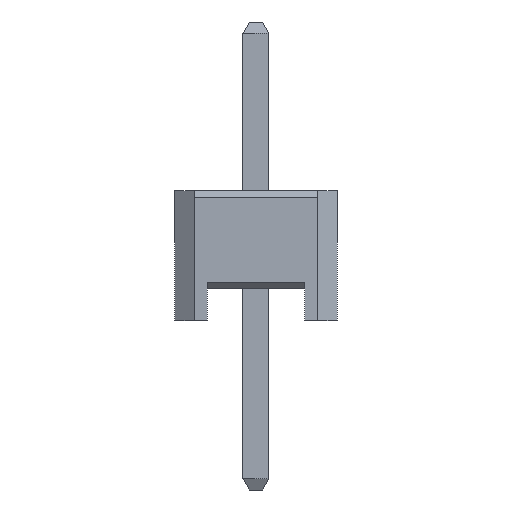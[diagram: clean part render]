
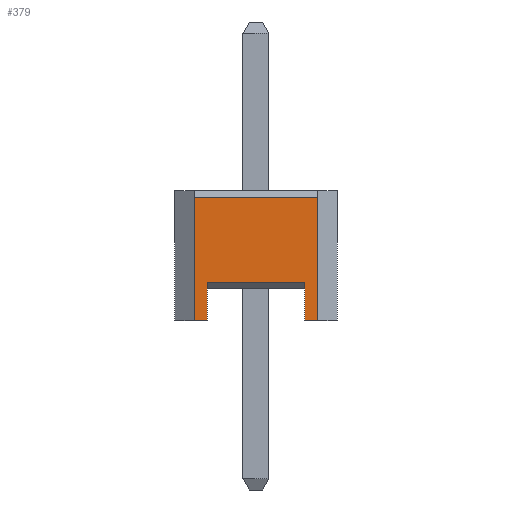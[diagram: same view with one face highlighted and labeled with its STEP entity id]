
A CAD part, left-side view. The second image highlights one B-rep face of the part: STEP entity #379.
In plain terms, the highlighted planar face has unit normal (-1, 0, 0).
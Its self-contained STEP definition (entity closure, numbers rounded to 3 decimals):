
#379=ADVANCED_FACE('',(#1905),#1907,.T.);
#1905=FACE_BOUND('',#1906,.T.);
#1906=EDGE_LOOP('',(#3131,#3132,#3133,#3134,#3135,#3136,#3137,#3138));
#1907=PLANE('',#1908);
#1908=AXIS2_PLACEMENT_3D('',#1909,#1910,#1911);
#1909=CARTESIAN_POINT('',(-0.635,0.95,0.));
#1910=DIRECTION('',(-1.,0.,0.));
#1911=DIRECTION('',(0.,-1.,0.));
#3131=ORIENTED_EDGE('',*,*,#3895,.T.);
#3132=ORIENTED_EDGE('',*,*,#3896,.F.);
#3133=ORIENTED_EDGE('',*,*,#3804,.T.);
#3134=ORIENTED_EDGE('',*,*,#3878,.T.);
#3135=ORIENTED_EDGE('',*,*,#3897,.T.);
#3136=ORIENTED_EDGE('',*,*,#3898,.T.);
#3137=ORIENTED_EDGE('',*,*,#3854,.T.);
#3138=ORIENTED_EDGE('',*,*,#3899,.T.);
#3804=EDGE_CURVE('',#4251,#4249,#4252,.T.);
#3854=EDGE_CURVE('',#4345,#4343,#4346,.T.);
#3878=EDGE_CURVE('',#4249,#4380,#4382,.F.);
#3895=EDGE_CURVE('',#4414,#4415,#4416,.F.);
#3896=EDGE_CURVE('',#4251,#4415,#4417,.T.);
#3897=EDGE_CURVE('',#4380,#4418,#4419,.F.);
#3898=EDGE_CURVE('',#4418,#4345,#4420,.T.);
#3899=EDGE_CURVE('',#4343,#4414,#4421,.T.);
#4249=VERTEX_POINT('',#4997);
#4251=VERTEX_POINT('',#5001);
#4252=LINE('',#5002,#5003);
#4343=VERTEX_POINT('',#5191);
#4345=VERTEX_POINT('',#5195);
#4346=LINE('',#5196,#5197);
#4380=VERTEX_POINT('',#5276);
#4382=LINE('',#5280,#5281);
#4414=VERTEX_POINT('',#5346);
#4415=VERTEX_POINT('',#5347);
#4416=LINE('',#5348,#5349);
#4417=LINE('',#5351,#5352);
#4418=VERTEX_POINT('',#5354);
#4419=LINE('',#5355,#5356);
#4420=LINE('',#5358,#5359);
#4421=LINE('',#5361,#5362);
#4997=CARTESIAN_POINT('',(-0.635,0.75,0.));
#5001=CARTESIAN_POINT('',(-0.635,0.95,0.));
#5002=CARTESIAN_POINT('',(-0.635,0.95,0.));
#5003=VECTOR('',#5004,1.);
#5004=DIRECTION('',(0.,-1.,0.));
#5191=CARTESIAN_POINT('',(-0.635,-0.95,0.));
#5195=CARTESIAN_POINT('',(-0.635,-0.75,0.));
#5196=CARTESIAN_POINT('',(-0.635,-0.75,0.));
#5197=VECTOR('',#5198,1.);
#5198=DIRECTION('',(0.,-1.,0.));
#5276=CARTESIAN_POINT('',(-0.635,0.75,0.6));
#5280=CARTESIAN_POINT('',(-0.635,0.75,0.6));
#5281=VECTOR('',#5282,1.);
#5282=DIRECTION('',(0.,0.,-1.));
#5346=CARTESIAN_POINT('',(-0.635,-0.95,1.9));
#5347=CARTESIAN_POINT('',(-0.635,0.95,1.9));
#5348=CARTESIAN_POINT('',(-0.635,0.95,1.9));
#5349=VECTOR('',#5350,1.);
#5350=DIRECTION('',(0.,-1.,0.));
#5351=CARTESIAN_POINT('',(-0.635,0.95,0.));
#5352=VECTOR('',#5353,1.);
#5353=DIRECTION('',(0.,0.,1.));
#5354=CARTESIAN_POINT('',(-0.635,-0.75,0.6));
#5355=CARTESIAN_POINT('',(-0.635,-0.75,0.6));
#5356=VECTOR('',#5357,1.);
#5357=DIRECTION('',(0.,1.,0.));
#5358=CARTESIAN_POINT('',(-0.635,-0.75,0.6));
#5359=VECTOR('',#5360,1.);
#5360=DIRECTION('',(0.,0.,-1.));
#5361=CARTESIAN_POINT('',(-0.635,-0.95,0.));
#5362=VECTOR('',#5363,1.);
#5363=DIRECTION('',(0.,0.,1.));
